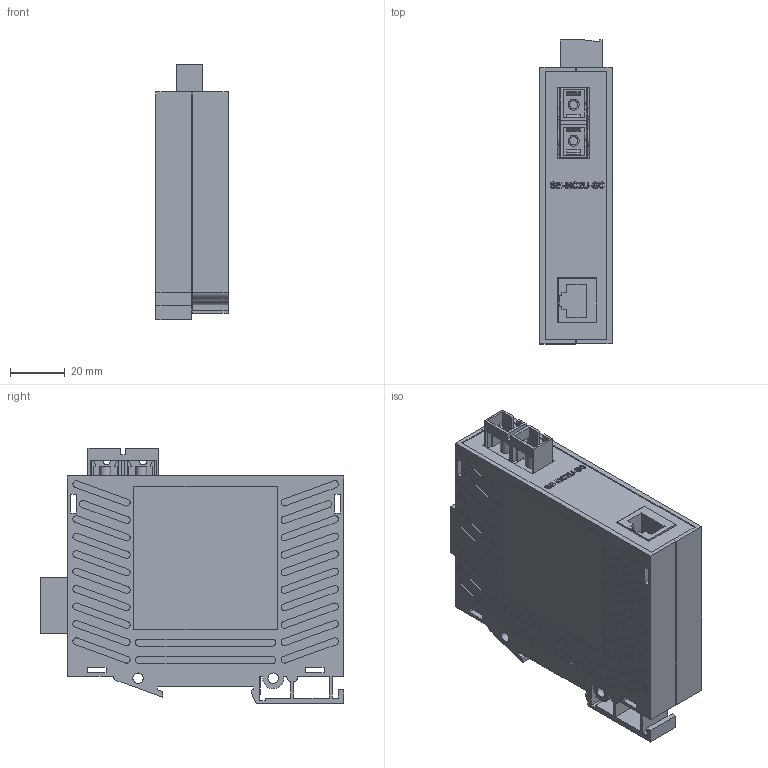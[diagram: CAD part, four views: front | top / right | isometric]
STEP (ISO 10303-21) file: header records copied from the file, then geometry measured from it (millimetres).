
FILE_DESCRIPTION (( 'STEP AP214' ), '1' );
FILE_NAME ('SE-MC2U-SC.STEP', '2012-03-05T20:54:02', ( ' ' ), ( ' ' ), 'SwSTEP 2.0', 'SolidWorks 2011', '' );
FILE_SCHEMA (( 'AUTOMOTIVE_DESIGN' ));
Length unit declared in the file: millimetre
Products named in the file (1): SE-MC2U-SC
Bounding box: 26.25 x 110.49 x 92.87 mm (x, y, z)
Volume: 35005.7 mm3; surface area: 60983.2 mm2
Topology: 24 solids, 24 shells, 1027 faces, 2770 edges, 1844 vertices
Faces by surface type: plane 693, cylinder 271, bspline 63
Full cylindrical faces by diameter (mm): 3 x2, 3.81 x12, 4 x2
Entity records: 38214 total; most frequent: CARTESIAN_POINT 9545, ORIENTED_EDGE 5508, DIRECTION 5100, EDGE_CURVE 2754, VECTOR 2086, LINE 2086, VERTEX_POINT 1844, AXIS2_PLACEMENT_3D 1507
